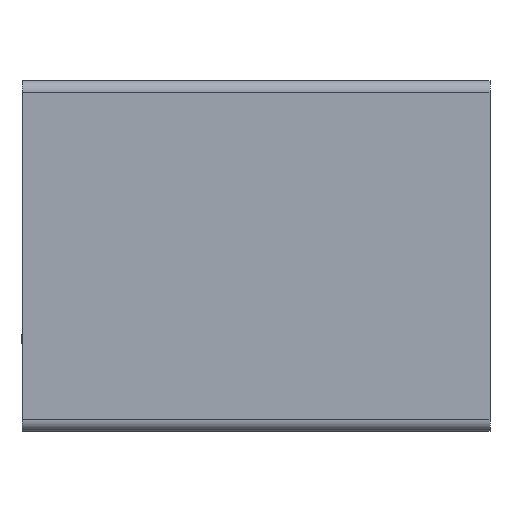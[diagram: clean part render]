
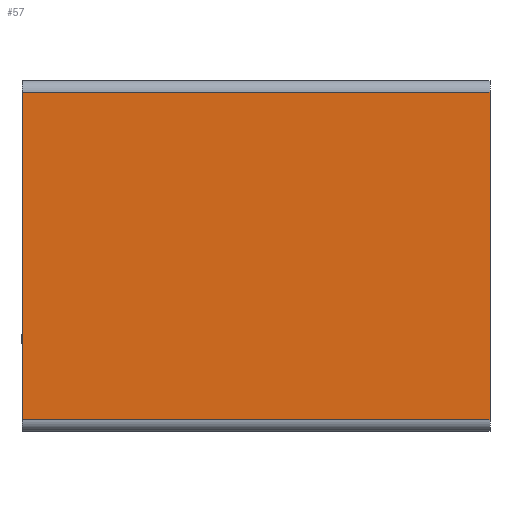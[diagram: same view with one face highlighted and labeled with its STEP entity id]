
A CAD part, left-side view. The second image highlights one B-rep face of the part: STEP entity #57.
In plain terms, the highlighted planar face has unit normal (-1, 0, 0).
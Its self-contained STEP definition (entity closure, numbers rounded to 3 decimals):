
#10 = CARTESIAN_POINT ( 'NONE',  ( -11.75, 20., 7. ) ) ;
#57 = ADVANCED_FACE ( 'NONE', ( #1996 ), #1788, .F. ) ;
#83 = ORIENTED_EDGE ( 'NONE', *, *, #343, .F. ) ;
#89 = EDGE_CURVE ( 'NONE', #400, #91, #1713, .T. ) ;
#91 = VERTEX_POINT ( 'NONE', #269 ) ;
#129 = EDGE_CURVE ( 'NONE', #1533, #400, #658, .T. ) ;
#152 = DIRECTION ( 'NONE',  ( 0., 1., 0. ) ) ;
#199 = LINE ( 'NONE', #560, #2147 ) ;
#232 = ORIENTED_EDGE ( 'NONE', *, *, #89, .F. ) ;
#256 = ORIENTED_EDGE ( 'NONE', *, *, #1443, .F. ) ;
#269 = CARTESIAN_POINT ( 'NONE',  ( -11.75, 0., -7. ) ) ;
#282 = CARTESIAN_POINT ( 'NONE',  ( -11.75, 0., 0. ) ) ;
#284 = CARTESIAN_POINT ( 'NONE',  ( -11.75, 20., 0. ) ) ;
#305 = LINE ( 'NONE', #2401, #2253 ) ;
#327 = CARTESIAN_POINT ( 'NONE',  ( -11.75, 0., 7. ) ) ;
#343 = EDGE_CURVE ( 'NONE', #91, #1917, #305, .T. ) ;
#400 = VERTEX_POINT ( 'NONE', #327 ) ;
#486 = DIRECTION ( 'NONE',  ( 0., 0., -1. ) ) ;
#560 = CARTESIAN_POINT ( 'NONE',  ( -11.75, 20., 0. ) ) ;
#658 = LINE ( 'NONE', #2182, #1392 ) ;
#703 = AXIS2_PLACEMENT_3D ( 'NONE', #284, #1605, #486 ) ;
#755 = DIRECTION ( 'NONE',  ( 0., 0., 1. ) ) ;
#1015 = ORIENTED_EDGE ( 'NONE', *, *, #129, .F. ) ;
#1159 = EDGE_LOOP ( 'NONE', ( #83, #232, #1015, #256 ) ) ;
#1235 = DIRECTION ( 'NONE',  ( 0., -1., 0. ) ) ;
#1392 = VECTOR ( 'NONE', #1235, 1000. ) ;
#1413 = DIRECTION ( 'NONE',  ( 0., 0., -1. ) ) ;
#1443 = EDGE_CURVE ( 'NONE', #1917, #1533, #199, .T. ) ;
#1459 = CARTESIAN_POINT ( 'NONE',  ( -11.75, 20., -7. ) ) ;
#1533 = VERTEX_POINT ( 'NONE', #10 ) ;
#1605 = DIRECTION ( 'NONE',  ( 1., 0., 0. ) ) ;
#1713 = LINE ( 'NONE', #282, #2228 ) ;
#1788 = PLANE ( 'NONE',  #703 ) ;
#1917 = VERTEX_POINT ( 'NONE', #1459 ) ;
#1996 = FACE_OUTER_BOUND ( 'NONE', #1159, .T. ) ;
#2147 = VECTOR ( 'NONE', #755, 1000. ) ;
#2182 = CARTESIAN_POINT ( 'NONE',  ( -11.75, 20., 7. ) ) ;
#2228 = VECTOR ( 'NONE', #1413, 1000. ) ;
#2253 = VECTOR ( 'NONE', #152, 1000. ) ;
#2401 = CARTESIAN_POINT ( 'NONE',  ( -11.75, 20., -7. ) ) ;
